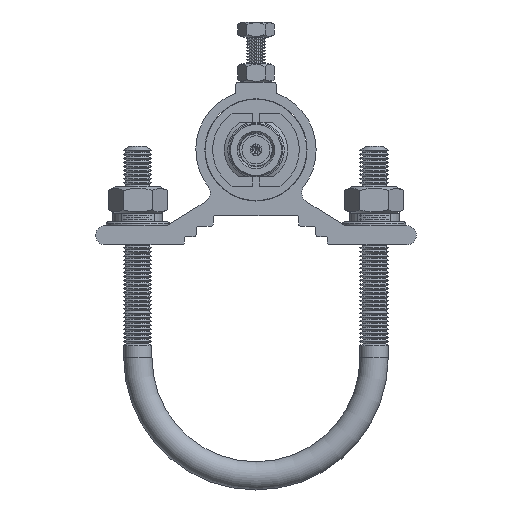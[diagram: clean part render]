
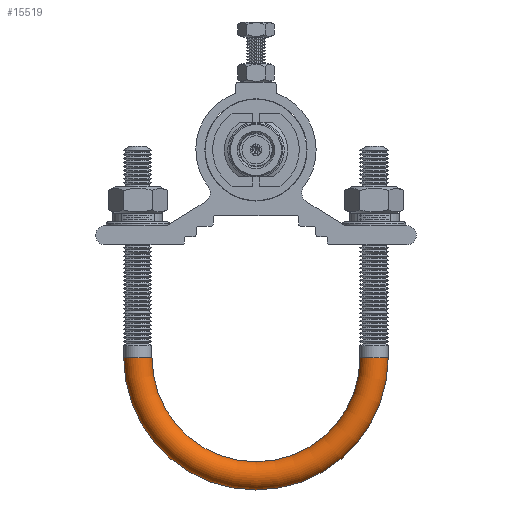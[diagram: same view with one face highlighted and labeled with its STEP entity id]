
A CAD part, front view. The second image highlights one B-rep face of the part: STEP entity #15519.
In plain terms, the highlighted toroidal (fillet/blend) face has major radius 29.502 mm and minor radius 3.531 mm.
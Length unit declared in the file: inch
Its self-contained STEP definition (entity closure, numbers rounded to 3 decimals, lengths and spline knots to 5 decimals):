
#475 = AXIS2_PLACEMENT_3D ( 'NONE', #28981, #28956, #28953 ) ;
#1509 = CIRCLE ( 'NONE', #12183, 0.139 ) ;
#1669 = CIRCLE ( 'NONE', #12181, 1.3005 ) ;
#1670 = CIRCLE ( 'NONE', #12185, 0.139 ) ;
#1672 = CIRCLE ( 'NONE', #12187, 1.0225 ) ;
#3180 = CARTESIAN_POINT ( 'NONE',  ( 0., 0., 0. ) ) ;
#3181 = DIRECTION ( 'NONE',  ( 0., -1., 0. ) ) ;
#3182 = DIRECTION ( 'NONE',  ( 0., 0., -1. ) ) ;
#3183 = CARTESIAN_POINT ( 'NONE',  ( 1.1615, 0., 0. ) ) ;
#3184 = DIRECTION ( 'NONE',  ( 0., 0., -1. ) ) ;
#3185 = DIRECTION ( 'NONE',  ( -1., 0., 0. ) ) ;
#3186 = CARTESIAN_POINT ( 'NONE',  ( -1.1615, 0., 0. ) ) ;
#3187 = DIRECTION ( 'NONE',  ( 0., 0., 1. ) ) ;
#3188 = DIRECTION ( 'NONE',  ( 1., 0., 0. ) ) ;
#3189 = CARTESIAN_POINT ( 'NONE',  ( 0., 0., 0. ) ) ;
#3190 = DIRECTION ( 'NONE',  ( 0., -1., 0. ) ) ;
#3191 = DIRECTION ( 'NONE',  ( 0., 0., -1. ) ) ;
#3931 = EDGE_LOOP ( 'NONE', ( #20189, #20037, #20635, #20085 ) ) ;
#8034 = FACE_OUTER_BOUND ( 'NONE', #3931, .T. ) ;
#8036 = TOROIDAL_SURFACE ( 'NONE', #475, 1.1615, 0.139 ) ;
#9088 = VERTEX_POINT ( 'NONE', #23868 ) ;
#12181 = AXIS2_PLACEMENT_3D ( 'NONE', #3180, #3181, #3182 ) ;
#12183 = AXIS2_PLACEMENT_3D ( 'NONE', #3183, #3184, #3185 ) ;
#12185 = AXIS2_PLACEMENT_3D ( 'NONE', #3186, #3187, #3188 ) ;
#12187 = AXIS2_PLACEMENT_3D ( 'NONE', #3189, #3190, #3191 ) ;
#15519 = ADVANCED_FACE ( 'NONE', ( #8034 ), #8036, .T. ) ;
#20037 = ORIENTED_EDGE ( 'NONE', *, *, #30725, .T. ) ;
#20085 = ORIENTED_EDGE ( 'NONE', *, *, #30728, .F. ) ;
#20189 = ORIENTED_EDGE ( 'NONE', *, *, #30726, .F. ) ;
#20635 = ORIENTED_EDGE ( 'NONE', *, *, #30727, .T. ) ;
#20894 = VERTEX_POINT ( 'NONE', #22019 ) ;
#20899 = VERTEX_POINT ( 'NONE', #22021 ) ;
#21004 = VERTEX_POINT ( 'NONE', #22068 ) ;
#22019 = CARTESIAN_POINT ( 'NONE',  ( 1.0225, 0., 0. ) ) ;
#22021 = CARTESIAN_POINT ( 'NONE',  ( -1.3005, 0., 0. ) ) ;
#22068 = CARTESIAN_POINT ( 'NONE',  ( -1.0225, 0., 0. ) ) ;
#23868 = CARTESIAN_POINT ( 'NONE',  ( 1.3005, 0., 0. ) ) ;
#28953 = DIRECTION ( 'NONE',  ( 0., 0., -1. ) ) ;
#28956 = DIRECTION ( 'NONE',  ( 0., -1., 0. ) ) ;
#28981 = CARTESIAN_POINT ( 'NONE',  ( 0., 0., 0. ) ) ;
#30725 = EDGE_CURVE ( 'NONE', #9088, #20899, #1669, .T. ) ;
#30726 = EDGE_CURVE ( 'NONE', #9088, #20894, #1509, .T. ) ;
#30727 = EDGE_CURVE ( 'NONE', #20899, #21004, #1670, .T. ) ;
#30728 = EDGE_CURVE ( 'NONE', #20894, #21004, #1672, .T. ) ;
